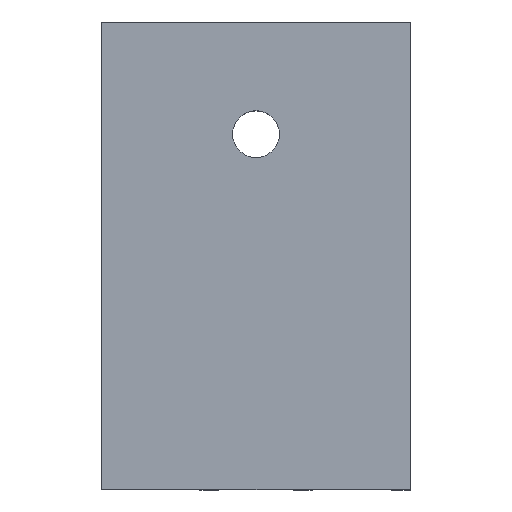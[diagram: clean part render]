
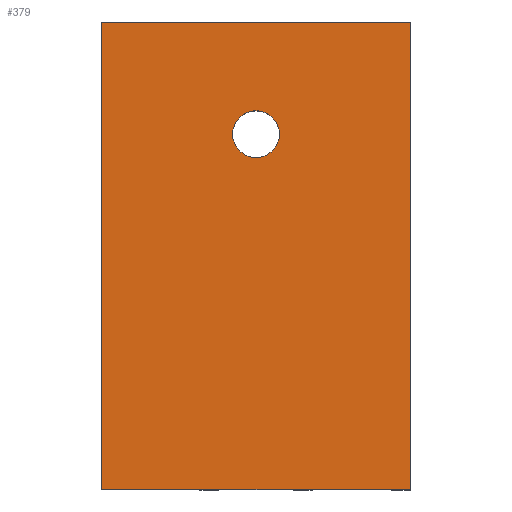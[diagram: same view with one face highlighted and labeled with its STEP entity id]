
A CAD part, top view. The second image highlights one B-rep face of the part: STEP entity #379.
In plain terms, the highlighted planar face has unit normal (0, 0, 1).
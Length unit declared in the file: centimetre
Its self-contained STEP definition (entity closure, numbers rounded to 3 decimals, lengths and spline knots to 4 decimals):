
#19=LINE('',#508,#67);
#63=LINE('',#595,#111);
#64=LINE('',#597,#112);
#65=LINE('',#598,#113);
#67=VECTOR('',#416,1.);
#111=VECTOR('',#488,1.);
#112=VECTOR('',#491,1.);
#113=VECTOR('',#492,1.);
#129=PLANE('',#402);
#134=FACE_BOUND('',#173,.T.);
#151=FACE_OUTER_BOUND('',#172,.T.);
#172=EDGE_LOOP('',(#325,#326,#327,#328));
#173=EDGE_LOOP('',(#329));
#177=CIRCLE('',#386,0.125);
#179=VERTEX_POINT('',#501);
#180=VERTEX_POINT('',#504);
#182=VERTEX_POINT('',#507);
#210=VERTEX_POINT('',#591);
#211=VERTEX_POINT('',#593);
#213=EDGE_CURVE('',#179,#179,#177,.T.);
#215=EDGE_CURVE('',#180,#182,#19,.T.);
#259=EDGE_CURVE('',#210,#211,#63,.T.);
#260=EDGE_CURVE('',#180,#210,#64,.T.);
#261=EDGE_CURVE('',#182,#211,#65,.T.);
#325=ORIENTED_EDGE('',*,*,#260,.T.);
#326=ORIENTED_EDGE('',*,*,#259,.T.);
#327=ORIENTED_EDGE('',*,*,#261,.F.);
#328=ORIENTED_EDGE('',*,*,#215,.F.);
#329=ORIENTED_EDGE('',*,*,#213,.T.);
#379=ADVANCED_FACE('',(#151,#134),#129,.T.);
#386=AXIS2_PLACEMENT_3D('',#502,#411,#412);
#402=AXIS2_PLACEMENT_3D('',#596,#489,#490);
#411=DIRECTION('center_axis',(0.,0.,-1.));
#412=DIRECTION('ref_axis',(1.,0.,0.));
#416=DIRECTION('',(0.,1.,0.));
#488=DIRECTION('',(0.,1.,0.));
#489=DIRECTION('center_axis',(0.,0.,1.));
#490=DIRECTION('ref_axis',(1.,0.,0.));
#491=DIRECTION('',(1.,0.,0.));
#492=DIRECTION('',(1.,0.,0.));
#501=CARTESIAN_POINT('',(-0.125,1.9,0.));
#502=CARTESIAN_POINT('Origin',(0.,1.9,0.));
#504=CARTESIAN_POINT('',(-0.825,0.,0.));
#507=CARTESIAN_POINT('',(-0.825,2.5,0.));
#508=CARTESIAN_POINT('',(-0.825,0.,0.));
#591=CARTESIAN_POINT('',(0.825,0.,0.));
#593=CARTESIAN_POINT('',(0.825,2.5,0.));
#595=CARTESIAN_POINT('',(0.825,0.,0.));
#596=CARTESIAN_POINT('Origin',(-0.825,0.,0.));
#597=CARTESIAN_POINT('',(0.,0.,0.));
#598=CARTESIAN_POINT('',(0.,2.5,0.));
